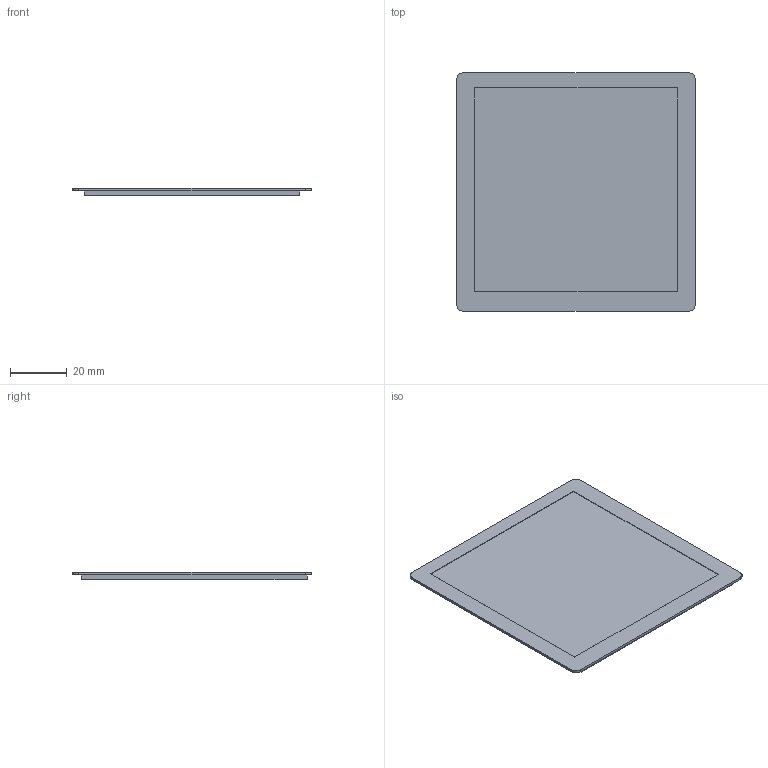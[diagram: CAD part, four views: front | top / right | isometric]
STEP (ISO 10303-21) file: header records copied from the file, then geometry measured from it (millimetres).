
FILE_DESCRIPTION (( 'STEP AP214' ), '1' );
FILE_NAME ('720x720.STEP', '2019-08-23T14:21:30', ( '' ), ( '' ), 'SwSTEP 2.0', 'SolidWorks 2019', '' );
FILE_SCHEMA (( 'AUTOMOTIVE_DESIGN' ));
Length unit declared in the file: millimetre
Products named in the file (1): 720x720
Bounding box: 84 x 84 x 2.6 mm (x, y, z)
Volume: 15630.1 mm3; surface area: 15006.6 mm2
Topology: 1 solids, 1 shells, 208 faces, 549 edges, 366 vertices
Faces by surface type: plane 123, bspline 81, cylinder 4
Entity records: 11500 total; most frequent: CARTESIAN_POINT 6757, ORIENTED_EDGE 1098, DIRECTION 651, EDGE_CURVE 549, VECTOR 379, LINE 379, VERTEX_POINT 366, EDGE_LOOP 231
